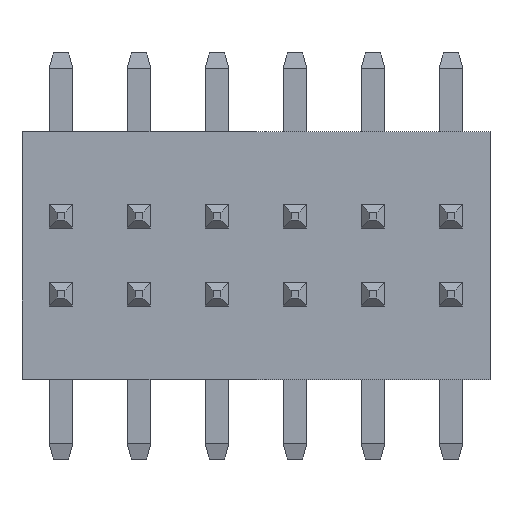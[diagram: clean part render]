
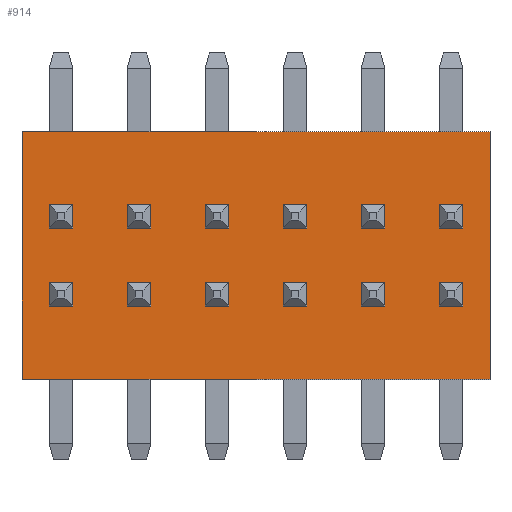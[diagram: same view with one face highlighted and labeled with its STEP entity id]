
A CAD part, top view. The second image highlights one B-rep face of the part: STEP entity #914.
In plain terms, the highlighted planar face has unit normal (0, 0, 1).
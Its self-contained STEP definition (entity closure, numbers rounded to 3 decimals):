
#680 = VERTEX_POINT('',#681);
#681 = CARTESIAN_POINT('',(2.5,1.588,4.694));
#687 = EDGE_CURVE('',#680,#688,#690,.T.);
#688 = VERTEX_POINT('',#689);
#689 = CARTESIAN_POINT('',(2.5,-1.588,4.694));
#690 = LINE('',#691,#692);
#691 = CARTESIAN_POINT('',(2.5,1.588,4.694));
#692 = VECTOR('',#693,1.);
#693 = DIRECTION('',(0.,-1.,0.));
#895 = VERTEX_POINT('',#896);
#896 = CARTESIAN_POINT('',(-3.5,1.588,4.694));
#902 = EDGE_CURVE('',#680,#895,#903,.T.);
#903 = LINE('',#904,#905);
#904 = CARTESIAN_POINT('',(2.5,1.588,4.694));
#905 = VECTOR('',#906,1.);
#906 = DIRECTION('',(-1.,0.,0.));
#914 = ADVANCED_FACE('',(#915),#933,.F.);
#915 = FACE_BOUND('',#916,.T.);
#916 = EDGE_LOOP('',(#917,#925,#931,#932));
#917 = ORIENTED_EDGE('',*,*,#918,.T.);
#918 = EDGE_CURVE('',#895,#919,#921,.T.);
#919 = VERTEX_POINT('',#920);
#920 = CARTESIAN_POINT('',(-3.5,-1.588,4.694));
#921 = LINE('',#922,#923);
#922 = CARTESIAN_POINT('',(-3.5,1.588,4.694));
#923 = VECTOR('',#924,1.);
#924 = DIRECTION('',(0.,-1.,0.));
#925 = ORIENTED_EDGE('',*,*,#926,.F.);
#926 = EDGE_CURVE('',#688,#919,#927,.T.);
#927 = LINE('',#928,#929);
#928 = CARTESIAN_POINT('',(2.5,-1.588,4.694));
#929 = VECTOR('',#930,1.);
#930 = DIRECTION('',(-1.,0.,0.));
#931 = ORIENTED_EDGE('',*,*,#687,.F.);
#932 = ORIENTED_EDGE('',*,*,#902,.T.);
#933 = PLANE('',#934);
#934 = AXIS2_PLACEMENT_3D('',#935,#936,#937);
#935 = CARTESIAN_POINT('',(2.5,1.588,4.694));
#936 = DIRECTION('',(0.,0.,-1.));
#937 = DIRECTION('',(0.,1.,0.));
